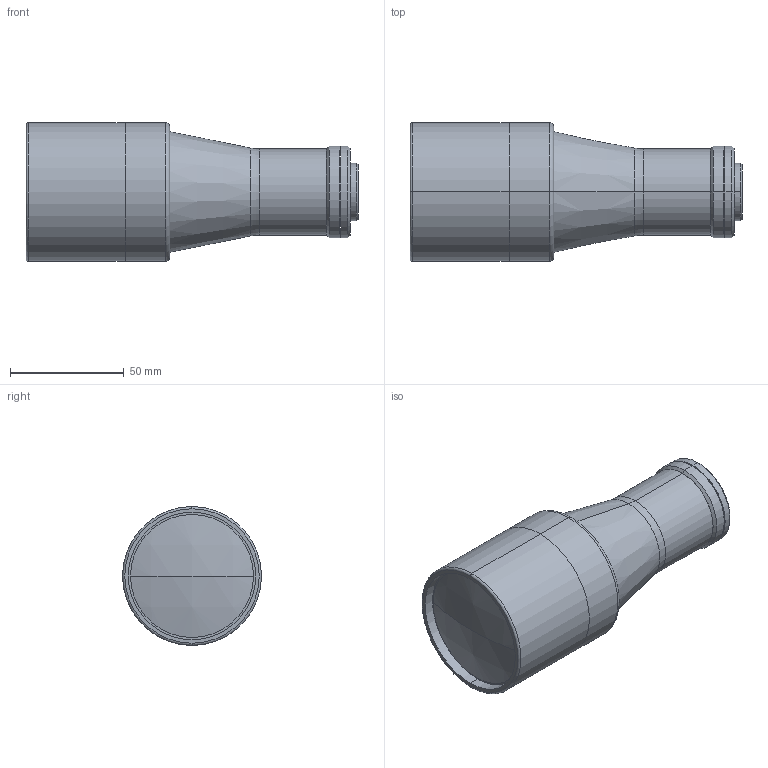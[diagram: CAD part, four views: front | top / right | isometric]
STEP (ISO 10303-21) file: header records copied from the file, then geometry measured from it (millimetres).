
FILE_DESCRIPTION (( 'STEP AP214' ), '1' );
FILE_NAME ('TC UV 1236.STEP', '2013-04-04T16:47:52', ( 'Work' ), ( '' ), 'SwSTEP 2.0', 'SolidWorks 2012', '' );
FILE_SCHEMA (( 'AUTOMOTIVE_DESIGN' ));
Length unit declared in the file: millimetre
Products named in the file (1): TC UV 1236
Bounding box: 145.77 x 61 x 61 mm (x, y, z)
Surface area: 35613.1 mm2 (no closed solid volume)
Topology: 0 solids, 8 shells, 64 faces, 168 edges, 118 vertices
Faces by surface type: cylinder 24, plane 20, cone 10, torus 6, sphere 4
Entity records: 2776 total; most frequent: DIRECTION 410, CARTESIAN_POINT 363, ORIENTED_EDGE 284, AXIS2_PLACEMENT_3D 181, EDGE_CURVE 168, VERTEX_POINT 118, CIRCLE 116, EDGE_LOOP 85
